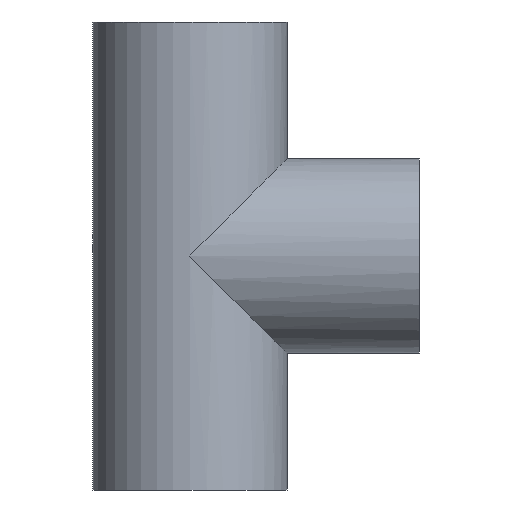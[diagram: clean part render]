
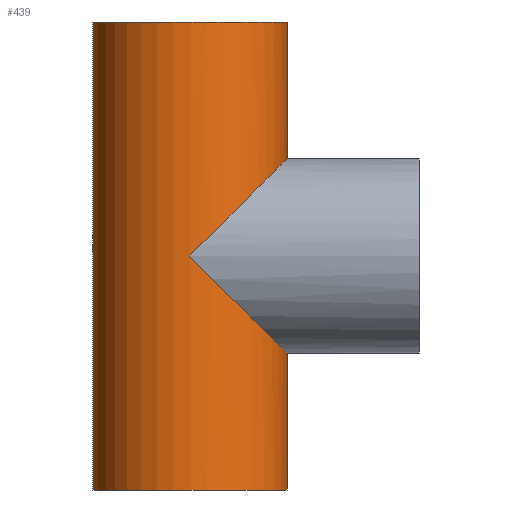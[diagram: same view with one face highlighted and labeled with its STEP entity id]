
A CAD part, front view. The second image highlights one B-rep face of the part: STEP entity #439.
In plain terms, the highlighted cylindrical face has radius 100 mm (diameter 200 mm), a partial arc.
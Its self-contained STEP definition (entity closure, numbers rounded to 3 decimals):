
#2 = CARTESIAN_POINT ( 'NONE',  ( -100., 0., 240.5 ) ) ;
#4 = ORIENTED_EDGE ( 'NONE', *, *, #260, .F. ) ;
#11 = CARTESIAN_POINT ( 'NONE',  ( 100., 0., -100. ) ) ;
#26 = AXIS2_PLACEMENT_3D ( 'NONE', #443, #338, #305 ) ;
#35 = VERTEX_POINT ( 'NONE', #315 ) ;
#36 = DIRECTION ( 'NONE',  ( 0., 0., -1. ) ) ;
#38 = ORIENTED_EDGE ( 'NONE', *, *, #419, .T. ) ;
#42 = CARTESIAN_POINT ( 'NONE',  ( 100., 0., -240.5 ) ) ;
#45 = VECTOR ( 'NONE', #36, 1000. ) ;
#52 = CARTESIAN_POINT ( 'NONE',  ( 100., -58.579, 100. ) ) ;
#53 = CARTESIAN_POINT ( 'NONE',  ( 100., 0., -100. ) ) ;
#54 = EDGE_CURVE ( 'NONE', #227, #169, #388, .T. ) ;
#78 = CARTESIAN_POINT ( 'NONE',  ( 58.579, -100., -58.579 ) ) ;
#81 = VECTOR ( 'NONE', #245, 1000. ) ;
#92 = DIRECTION ( 'NONE',  ( 0., 0., -1. ) ) ;
#94 = CIRCLE ( 'NONE', #431, 100. ) ;
#98 = ORIENTED_EDGE ( 'NONE', *, *, #136, .F. ) ;
#106 = DIRECTION ( 'NONE',  ( 1., 0., 0. ) ) ;
#108 = DIRECTION ( 'NONE',  ( -1., 0., 0. ) ) ;
#116 = FACE_OUTER_BOUND ( 'NONE', #451, .T. ) ;
#123 = CARTESIAN_POINT ( 'NONE',  ( 58.579, -100., 58.579 ) ) ;
#128 = LINE ( 'NONE', #402, #297 ) ;
#136 = EDGE_CURVE ( 'NONE', #35, #227, #143, .T. ) ;
#141 = ORIENTED_EDGE ( 'NONE', *, *, #356, .T. ) ;
#143 =( BOUNDED_CURVE ( )  B_SPLINE_CURVE ( 3, ( #165, #52, #123, #301 ),
 .UNSPECIFIED., .F., .F. ) 
 B_SPLINE_CURVE_WITH_KNOTS ( ( 4, 4 ),
 ( 3.142, 4.712 ),
 .UNSPECIFIED. ) 
 CURVE ( )  GEOMETRIC_REPRESENTATION_ITEM ( )  RATIONAL_B_SPLINE_CURVE ( ( 1., 0.805, 0.805, 1. ) ) 
 REPRESENTATION_ITEM ( '' )  );
#165 = CARTESIAN_POINT ( 'NONE',  ( 100., 0., 100. ) ) ;
#169 = VERTEX_POINT ( 'NONE', #53 ) ;
#175 = ORIENTED_EDGE ( 'NONE', *, *, #254, .F. ) ;
#176 = CARTESIAN_POINT ( 'NONE',  ( -100., 0., 240.5 ) ) ;
#187 = CARTESIAN_POINT ( 'NONE',  ( 0., 0., 240.5 ) ) ;
#219 = LINE ( 'NONE', #2, #45 ) ;
#226 = CARTESIAN_POINT ( 'NONE',  ( 0., -100., 0. ) ) ;
#227 = VERTEX_POINT ( 'NONE', #438 ) ;
#240 = EDGE_CURVE ( 'NONE', #169, #422, #128, .T. ) ;
#244 = CIRCLE ( 'NONE', #26, 100. ) ;
#245 = DIRECTION ( 'NONE',  ( 0., 0., -1. ) ) ;
#254 = EDGE_CURVE ( 'NONE', #344, #415, #94, .T. ) ;
#260 = EDGE_CURVE ( 'NONE', #415, #35, #336, .T. ) ;
#279 = CARTESIAN_POINT ( 'NONE',  ( 0., 0., 240.5 ) ) ;
#297 = VECTOR ( 'NONE', #92, 1000. ) ;
#301 = CARTESIAN_POINT ( 'NONE',  ( 0., -100., 0. ) ) ;
#305 = DIRECTION ( 'NONE',  ( 1., 0., 0. ) ) ;
#306 = ORIENTED_EDGE ( 'NONE', *, *, #54, .F. ) ;
#307 = CARTESIAN_POINT ( 'NONE',  ( -100., 0., -240.5 ) ) ;
#314 = CYLINDRICAL_SURFACE ( 'NONE', #414, 100. ) ;
#315 = CARTESIAN_POINT ( 'NONE',  ( 100., 0., 100. ) ) ;
#322 = CARTESIAN_POINT ( 'NONE',  ( 100., -58.579, -100. ) ) ;
#336 = LINE ( 'NONE', #441, #81 ) ;
#338 = DIRECTION ( 'NONE',  ( 0., 0., 1. ) ) ;
#341 = DIRECTION ( 'NONE',  ( 0., 0., 1. ) ) ;
#344 = VERTEX_POINT ( 'NONE', #176 ) ;
#350 = ORIENTED_EDGE ( 'NONE', *, *, #240, .F. ) ;
#356 = EDGE_CURVE ( 'NONE', #392, #422, #244, .T. ) ;
#388 =( BOUNDED_CURVE ( )  B_SPLINE_CURVE ( 3, ( #226, #78, #322, #11 ),
 .UNSPECIFIED., .F., .F. ) 
 B_SPLINE_CURVE_WITH_KNOTS ( ( 4, 4 ),
 ( 4.712, 6.283 ),
 .UNSPECIFIED. ) 
 CURVE ( )  GEOMETRIC_REPRESENTATION_ITEM ( )  RATIONAL_B_SPLINE_CURVE ( ( 1., 0.805, 0.805, 1. ) ) 
 REPRESENTATION_ITEM ( '' )  );
#392 = VERTEX_POINT ( 'NONE', #307 ) ;
#394 = CARTESIAN_POINT ( 'NONE',  ( 100., 0., 240.5 ) ) ;
#402 = CARTESIAN_POINT ( 'NONE',  ( 100., 0., 240.5 ) ) ;
#414 = AXIS2_PLACEMENT_3D ( 'NONE', #187, #421, #108 ) ;
#415 = VERTEX_POINT ( 'NONE', #394 ) ;
#419 = EDGE_CURVE ( 'NONE', #344, #392, #219, .T. ) ;
#421 = DIRECTION ( 'NONE',  ( 0., 0., -1. ) ) ;
#422 = VERTEX_POINT ( 'NONE', #42 ) ;
#431 = AXIS2_PLACEMENT_3D ( 'NONE', #279, #341, #106 ) ;
#438 = CARTESIAN_POINT ( 'NONE',  ( 0., -100., 0. ) ) ;
#439 = ADVANCED_FACE ( 'NONE', ( #116 ), #314, .T. ) ;
#441 = CARTESIAN_POINT ( 'NONE',  ( 100., 0., 240.5 ) ) ;
#443 = CARTESIAN_POINT ( 'NONE',  ( 0., 0., -240.5 ) ) ;
#451 = EDGE_LOOP ( 'NONE', ( #4, #175, #38, #141, #350, #306, #98 ) ) ;
